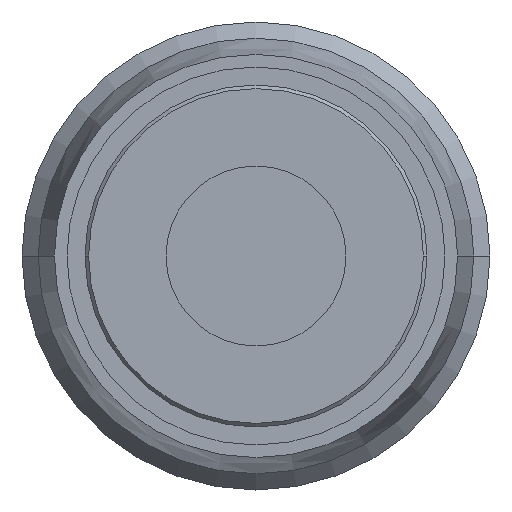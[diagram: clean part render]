
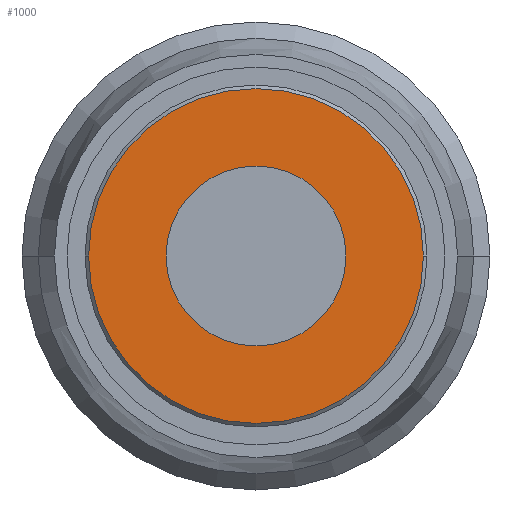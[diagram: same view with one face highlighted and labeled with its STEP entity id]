
A CAD part, left-side view. The second image highlights one B-rep face of the part: STEP entity #1000.
In plain terms, the highlighted planar face has unit normal (-1, 0, 0).
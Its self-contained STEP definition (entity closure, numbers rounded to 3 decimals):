
#310=CARTESIAN_POINT('',(50.,62.5,0.));
#320=VERTEX_POINT('',#310);
#350=CARTESIAN_POINT('',(50.,65.,0.));
#360=DIRECTION('',(1.,0.,0.));
#370=DIRECTION('',(0.,-1.,0.));
#380=AXIS2_PLACEMENT_3D('',#350,#360,#370);
#390=CIRCLE('',#380,2.5);
#400=CARTESIAN_POINT('',(50.,67.5,0.));
#410=VERTEX_POINT('',#400);
#420=EDGE_CURVE('',#320,#410,#390,.T.);
#750=CARTESIAN_POINT('',(50.,68.575,0.));
#760=DIRECTION('',(1.,0.,0.));
#770=DIRECTION('',(0.,-1.,0.));
#780=AXIS2_PLACEMENT_3D('',#750,#760,#770);
#790=PLANE('',#780);
#800=CARTESIAN_POINT('',(50.,65.,0.));
#810=DIRECTION('',(-1.,0.,-0.));
#820=DIRECTION('',(0.,1.,0.));
#830=AXIS2_PLACEMENT_3D('',#800,#810,#820);
#840=CIRCLE('',#830,4.65);
#850=CARTESIAN_POINT('',(50.,69.65,0.));
#860=VERTEX_POINT('',#850);
#870=CARTESIAN_POINT('',(50.,60.35,0.));
#880=VERTEX_POINT('',#870);
#890=EDGE_CURVE('',#860,#880,#840,.T.);
#900=ORIENTED_EDGE('',*,*,#890,.T.);
#910=EDGE_CURVE('',#880,#860,#840,.T.);
#920=ORIENTED_EDGE('',*,*,#910,.T.);
#930=EDGE_LOOP('',(#920,#900));
#940=FACE_OUTER_BOUND('',#930,.T.);
#950=EDGE_CURVE('',#410,#320,#390,.T.);
#960=ORIENTED_EDGE('',*,*,#950,.T.);
#970=ORIENTED_EDGE('',*,*,#420,.T.);
#980=EDGE_LOOP('',(#970,#960));
#990=FACE_BOUND('',#980,.T.);
#1000=ADVANCED_FACE('',(#940,#990),#790,.F.);
